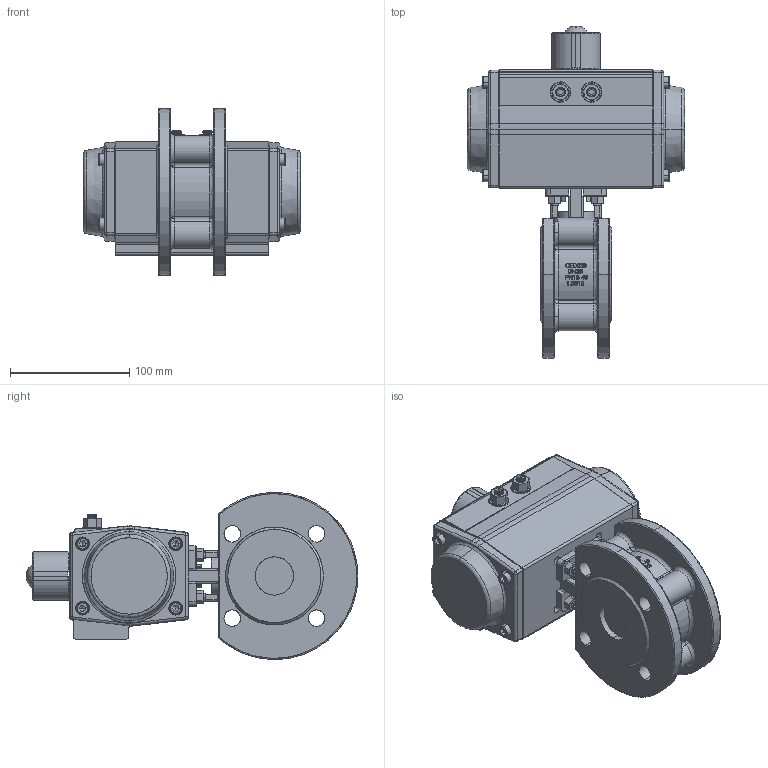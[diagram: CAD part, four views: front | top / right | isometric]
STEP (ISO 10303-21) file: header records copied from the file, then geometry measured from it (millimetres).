
FILE_DESCRIPTION (( 'STEP AP214' ), '1' );
FILE_NAME ('PK06_DN32 (PK06010006).STEP', '2022-05-02T13:41:12', ( '' ), ( '' ), 'SwSTEP 2.0', 'SolidWorks 2021', '' );
FILE_SCHEMA (( 'AUTOMOTIVE_DESIGN' ));
Length unit declared in the file: metre
Products named in the file (1): PK06_DN32 (PK06010006)
Bounding box: 182 x 278.15 x 140 mm (x, y, z)
Surface area: 174262.6 mm2 (no closed solid volume)
Topology: 0 solids, 641 shells, 821 faces, 4089 edges, 3845 vertices
Faces by surface type: cylinder 298, plane 257, bspline 180, cone 84, sphere 2
Entity records: 80207 total; most frequent: CARTESIAN_POINT 42218, DIRECTION 5205, ORIENTED_EDGE 4362, EDGE_CURVE 4051, VERTEX_POINT 3845, AXIS2_PLACEMENT_3D 1863, LINE 1479, VECTOR 1479
